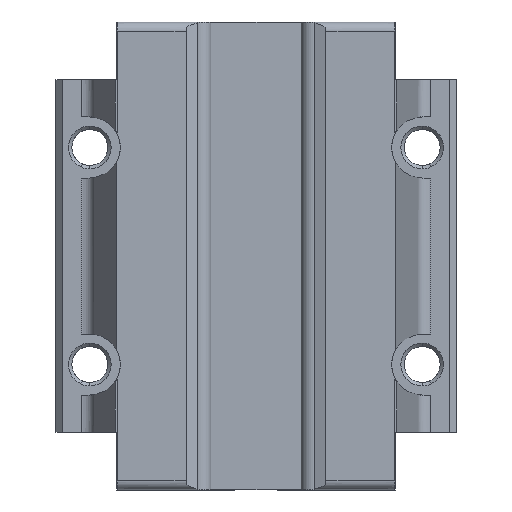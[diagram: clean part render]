
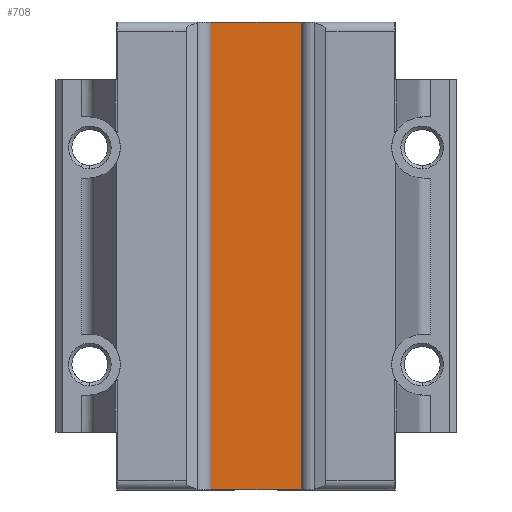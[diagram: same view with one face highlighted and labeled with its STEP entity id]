
A CAD part, front view. The second image highlights one B-rep face of the part: STEP entity #708.
In plain terms, the highlighted planar face has unit normal (0, -1, 0).
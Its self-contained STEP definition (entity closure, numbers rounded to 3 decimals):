
#407 = AXIS2_PLACEMENT_3D ( 'NONE', #18107, #18115, #18114 ) ;
#477 = EDGE_CURVE ( 'NONE', #6387, #6712, #7579, .T. ) ;
#584 = EDGE_CURVE ( 'NONE', #6010, #6051, #7469, .T. ) ;
#708 = ADVANCED_FACE ( 'NONE', ( #11457 ), #18086, .F. ) ;
#2960 = DIRECTION ( 'NONE',  ( 0., 0., 1. ) ) ;
#2961 = CARTESIAN_POINT ( 'NONE',  ( 7.255, -7.695, -34.5 ) ) ;
#2962 = DIRECTION ( 'NONE',  ( 0., 0., 1. ) ) ;
#2963 = CARTESIAN_POINT ( 'NONE',  ( -7.255, -7.695, -34.5 ) ) ;
#3077 = CARTESIAN_POINT ( 'NONE',  ( 7.255, -7.695, -34.45 ) ) ;
#5020 = CARTESIAN_POINT ( 'NONE',  ( -7.255, -7.695, -34.45 ) ) ;
#6010 = VERTEX_POINT ( 'NONE', #9057 ) ;
#6051 = VERTEX_POINT ( 'NONE', #8993 ) ;
#6387 = VERTEX_POINT ( 'NONE', #3077 ) ;
#6457 = EDGE_CURVE ( 'NONE', #6712, #6051, #8561, .T. ) ;
#6458 = EDGE_CURVE ( 'NONE', #6387, #6010, #8557, .T. ) ;
#6587 = CARTESIAN_POINT ( 'NONE',  ( -20.5, -7.695, -34.45 ) ) ;
#6588 = DIRECTION ( 'NONE',  ( -1., 0., 0. ) ) ;
#6712 = VERTEX_POINT ( 'NONE', #5020 ) ;
#7462 = VECTOR ( 'NONE', #8034, 1000. ) ;
#7469 = LINE ( 'NONE', #7940, #7462 ) ;
#7578 = VECTOR ( 'NONE', #6588, 1000. ) ;
#7579 = LINE ( 'NONE', #6587, #7578 ) ;
#7940 = CARTESIAN_POINT ( 'NONE',  ( 7.255, -7.695, 34.45 ) ) ;
#8034 = DIRECTION ( 'NONE',  ( -1., 0., 0. ) ) ;
#8556 = VECTOR ( 'NONE', #2960, 1000. ) ;
#8557 = LINE ( 'NONE', #2961, #8556 ) ;
#8559 = VECTOR ( 'NONE', #2962, 1000. ) ;
#8561 = LINE ( 'NONE', #2963, #8559 ) ;
#8993 = CARTESIAN_POINT ( 'NONE',  ( -7.255, -7.695, 34.45 ) ) ;
#9057 = CARTESIAN_POINT ( 'NONE',  ( 7.255, -7.695, 34.45 ) ) ;
#11457 = FACE_OUTER_BOUND ( 'NONE', #12673, .T. ) ;
#12277 = ORIENTED_EDGE ( 'NONE', *, *, #6458, .T. ) ;
#12278 = ORIENTED_EDGE ( 'NONE', *, *, #584, .T. ) ;
#12279 = ORIENTED_EDGE ( 'NONE', *, *, #6457, .F. ) ;
#12280 = ORIENTED_EDGE ( 'NONE', *, *, #477, .F. ) ;
#12673 = EDGE_LOOP ( 'NONE', ( #12277, #12278, #12279, #12280 ) ) ;
#18086 = PLANE ( 'NONE',  #407 ) ;
#18107 = CARTESIAN_POINT ( 'NONE',  ( 7.255, -7.695, -34.5 ) ) ;
#18114 = DIRECTION ( 'NONE',  ( -1., 0., 0. ) ) ;
#18115 = DIRECTION ( 'NONE',  ( 0., 1., 0. ) ) ;
